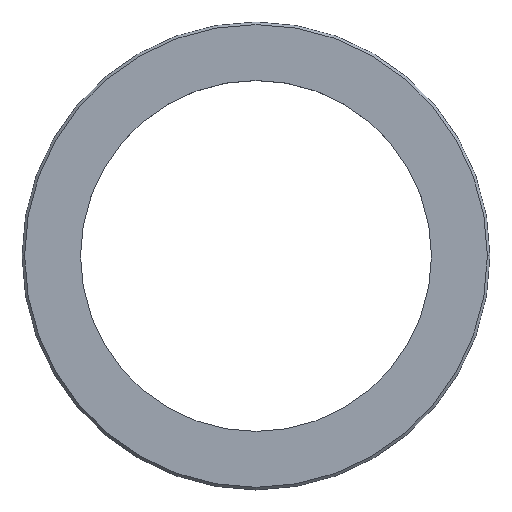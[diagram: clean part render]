
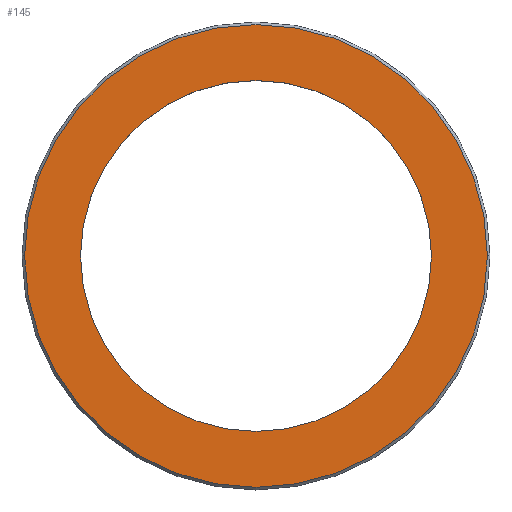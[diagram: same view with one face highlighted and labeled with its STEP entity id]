
A CAD part, top view. The second image highlights one B-rep face of the part: STEP entity #145.
In plain terms, the highlighted planar face has unit normal (0, 0, 1).
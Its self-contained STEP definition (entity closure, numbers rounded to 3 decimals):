
#12 = PLANE ( 'NONE',  #285 ) ;
#19 = AXIS2_PLACEMENT_3D ( 'NONE', #281, #131, #115 ) ;
#28 = VERTEX_POINT ( 'NONE', #156 ) ;
#33 = EDGE_LOOP ( 'NONE', ( #63, #214 ) ) ;
#34 = CARTESIAN_POINT ( 'NONE',  ( -35.6, 0., 7. ) ) ;
#46 = ORIENTED_EDGE ( 'NONE', *, *, #57, .T. ) ;
#47 = DIRECTION ( 'NONE',  ( 1., 0., 0. ) ) ;
#57 = EDGE_CURVE ( 'NONE', #258, #59, #292, .T. ) ;
#59 = VERTEX_POINT ( 'NONE', #34 ) ;
#63 = ORIENTED_EDGE ( 'NONE', *, *, #152, .F. ) ;
#90 = ORIENTED_EDGE ( 'NONE', *, *, #278, .T. ) ;
#93 = DIRECTION ( 'NONE',  ( 0., 0., 1. ) ) ;
#107 = CARTESIAN_POINT ( 'NONE',  ( 0., 0., 7. ) ) ;
#115 = DIRECTION ( 'NONE',  ( 1., 0., 0. ) ) ;
#118 = CARTESIAN_POINT ( 'NONE',  ( 27., 0., 7. ) ) ;
#131 = DIRECTION ( 'NONE',  ( 0., 0., 1. ) ) ;
#143 = DIRECTION ( 'NONE',  ( 1., 0., 0. ) ) ;
#145 = ADVANCED_FACE ( 'NONE', ( #284, #223 ), #12, .T. ) ;
#146 = CARTESIAN_POINT ( 'NONE',  ( 35.6, 0., 7. ) ) ;
#152 = EDGE_CURVE ( 'NONE', #28, #310, #232, .T. ) ;
#154 = EDGE_LOOP ( 'NONE', ( #90, #46 ) ) ;
#156 = CARTESIAN_POINT ( 'NONE',  ( -27., 0., 7. ) ) ;
#181 = AXIS2_PLACEMENT_3D ( 'NONE', #189, #93, #143 ) ;
#189 = CARTESIAN_POINT ( 'NONE',  ( 0., 0., 7. ) ) ;
#190 = CIRCLE ( 'NONE', #242, 27. ) ;
#214 = ORIENTED_EDGE ( 'NONE', *, *, #217, .F. ) ;
#217 = EDGE_CURVE ( 'NONE', #310, #28, #190, .T. ) ;
#223 = FACE_BOUND ( 'NONE', #33, .T. ) ;
#228 = DIRECTION ( 'NONE',  ( 0., 0., 1. ) ) ;
#232 = CIRCLE ( 'NONE', #19, 27. ) ;
#238 = CIRCLE ( 'NONE', #181, 35.6 ) ;
#242 = AXIS2_PLACEMENT_3D ( 'NONE', #257, #286, #47 ) ;
#246 = DIRECTION ( 'NONE',  ( 1., 0., 0. ) ) ;
#257 = CARTESIAN_POINT ( 'NONE',  ( 0., 0., 7. ) ) ;
#258 = VERTEX_POINT ( 'NONE', #146 ) ;
#272 = DIRECTION ( 'NONE',  ( 0., 0., 1. ) ) ;
#276 = CARTESIAN_POINT ( 'NONE',  ( 0., 0., 7. ) ) ;
#278 = EDGE_CURVE ( 'NONE', #59, #258, #238, .T. ) ;
#279 = DIRECTION ( 'NONE',  ( 1., 0., 0. ) ) ;
#280 = AXIS2_PLACEMENT_3D ( 'NONE', #107, #272, #246 ) ;
#281 = CARTESIAN_POINT ( 'NONE',  ( 0., 0., 7. ) ) ;
#284 = FACE_OUTER_BOUND ( 'NONE', #154, .T. ) ;
#285 = AXIS2_PLACEMENT_3D ( 'NONE', #276, #228, #279 ) ;
#286 = DIRECTION ( 'NONE',  ( 0., 0., 1. ) ) ;
#292 = CIRCLE ( 'NONE', #280, 35.6 ) ;
#310 = VERTEX_POINT ( 'NONE', #118 ) ;
